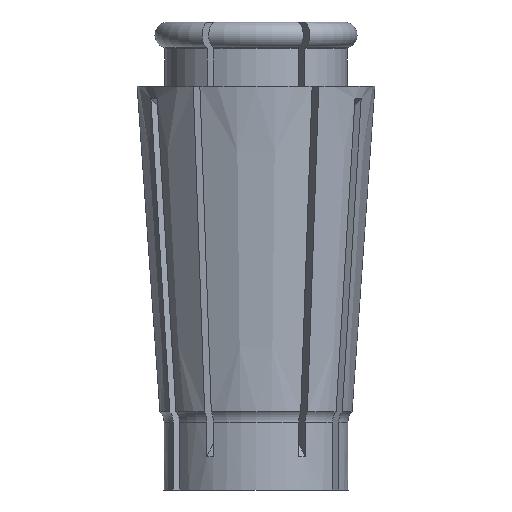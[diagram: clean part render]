
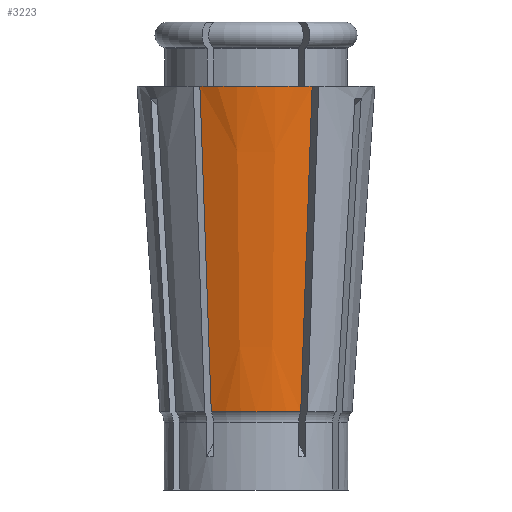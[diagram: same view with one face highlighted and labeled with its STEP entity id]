
A CAD part, left-side view. The second image highlights one B-rep face of the part: STEP entity #3223.
In plain terms, the highlighted conical face has half-angle 4 degrees and reference radius 6.268 mm.
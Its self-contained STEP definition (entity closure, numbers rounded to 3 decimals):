
#59 = AXIS2_PLACEMENT_3D ( 'NONE', #2542, #77, #2207 ) ;
#77 = DIRECTION ( 'NONE',  ( 0., 0., 1. ) ) ;
#114 = CARTESIAN_POINT ( 'NONE',  ( 0., 0., -4.2 ) ) ;
#133 = CARTESIAN_POINT ( 'NONE',  ( -6.833, 3.656, -4.2 ) ) ;
#175 = CARTESIAN_POINT ( 'NONE',  ( -5.785, 3.051, -21.504 ) ) ;
#275 = CARTESIAN_POINT ( 'NONE',  ( -6.257, -3.324, -13.711 ) ) ;
#352 = ORIENTED_EDGE ( 'NONE', *, *, #2311, .T. ) ;
#446 = CARTESIAN_POINT ( 'NONE',  ( -6.641, 3.546, -7.37 ) ) ;
#469 = DIRECTION ( 'NONE',  ( 1., 0., 0. ) ) ;
#556 = CARTESIAN_POINT ( 'NONE',  ( -6.833, -3.656, -4.2 ) ) ;
#591 = CONICAL_SURFACE ( 'NONE', #1521, 6.268, 0.07 ) ;
#620 = ORIENTED_EDGE ( 'NONE', *, *, #2612, .T. ) ;
#714 = VERTEX_POINT ( 'NONE', #3686 ) ;
#770 = CARTESIAN_POINT ( 'NONE',  ( -6.257, 3.324, -13.711 ) ) ;
#830 = VERTEX_POINT ( 'NONE', #1649 ) ;
#923 = EDGE_CURVE ( 'NONE', #3415, #1332, #2281, .T. ) ;
#933 = CARTESIAN_POINT ( 'NONE',  ( -5.785, -3.051, -21.504 ) ) ;
#1192 = EDGE_LOOP ( 'NONE', ( #3801, #352, #620, #3673 ) ) ;
#1276 = DIRECTION ( 'NONE',  ( 1., 0., 0. ) ) ;
#1332 = VERTEX_POINT ( 'NONE', #556 ) ;
#1390 = CARTESIAN_POINT ( 'NONE',  ( -5.549, 2.915, -25.4 ) ) ;
#1521 = AXIS2_PLACEMENT_3D ( 'NONE', #3136, #1895, #1276 ) ;
#1649 = CARTESIAN_POINT ( 'NONE',  ( -5.549, -2.915, -25.4 ) ) ;
#1804 = CARTESIAN_POINT ( 'NONE',  ( -6.833, -3.656, -4.2 ) ) ;
#1895 = DIRECTION ( 'NONE',  ( 0., 0., 1. ) ) ;
#1977 = DIRECTION ( 'NONE',  ( 0., 0., 1. ) ) ;
#1992 = CARTESIAN_POINT ( 'NONE',  ( -6.021, 3.187, -17.607 ) ) ;
#2007 = CARTESIAN_POINT ( 'NONE',  ( -6.449, 3.435, -10.541 ) ) ;
#2138 = CARTESIAN_POINT ( 'NONE',  ( -6.021, -3.187, -17.607 ) ) ;
#2198 = FACE_OUTER_BOUND ( 'NONE', #1192, .T. ) ;
#2207 = DIRECTION ( 'NONE',  ( 1., 0., 0. ) ) ;
#2226 = AXIS2_PLACEMENT_3D ( 'NONE', #114, #1977, #469 ) ;
#2281 = CIRCLE ( 'NONE', #2226, 7.75 ) ;
#2311 = EDGE_CURVE ( 'NONE', #714, #830, #2492, .T. ) ;
#2395 = CARTESIAN_POINT ( 'NONE',  ( -5.549, -2.915, -25.4 ) ) ;
#2396 = EDGE_CURVE ( 'NONE', #714, #3415, #3091, .T. ) ;
#2492 = CIRCLE ( 'NONE', #59, 6.268 ) ;
#2542 = CARTESIAN_POINT ( 'NONE',  ( 0., 0., -25.4 ) ) ;
#2612 = EDGE_CURVE ( 'NONE', #830, #1332, #2785, .T. ) ;
#2785 = B_SPLINE_CURVE_WITH_KNOTS ( 'NONE', 3,
 ( #2395, #933, #2138, #275, #3630, #3903, #1804 ),
 .UNSPECIFIED., .F., .F.,
 ( 4, 3, 4 ),
 ( 0., 0.012, 0.021 ),
 .UNSPECIFIED. ) ;
#3091 = B_SPLINE_CURVE_WITH_KNOTS ( 'NONE', 3,
 ( #1390, #175, #1992, #770, #2007, #446, #3779 ),
 .UNSPECIFIED., .F., .F.,
 ( 4, 3, 4 ),
 ( 0., 0.012, 0.021 ),
 .UNSPECIFIED. ) ;
#3136 = CARTESIAN_POINT ( 'NONE',  ( 0., 0., -25.4 ) ) ;
#3223 = ADVANCED_FACE ( 'NONE', ( #2198 ), #591, .T. ) ;
#3415 = VERTEX_POINT ( 'NONE', #133 ) ;
#3630 = CARTESIAN_POINT ( 'NONE',  ( -6.449, -3.435, -10.541 ) ) ;
#3673 = ORIENTED_EDGE ( 'NONE', *, *, #923, .F. ) ;
#3686 = CARTESIAN_POINT ( 'NONE',  ( -5.549, 2.915, -25.4 ) ) ;
#3779 = CARTESIAN_POINT ( 'NONE',  ( -6.833, 3.656, -4.2 ) ) ;
#3801 = ORIENTED_EDGE ( 'NONE', *, *, #2396, .F. ) ;
#3903 = CARTESIAN_POINT ( 'NONE',  ( -6.641, -3.546, -7.37 ) ) ;
